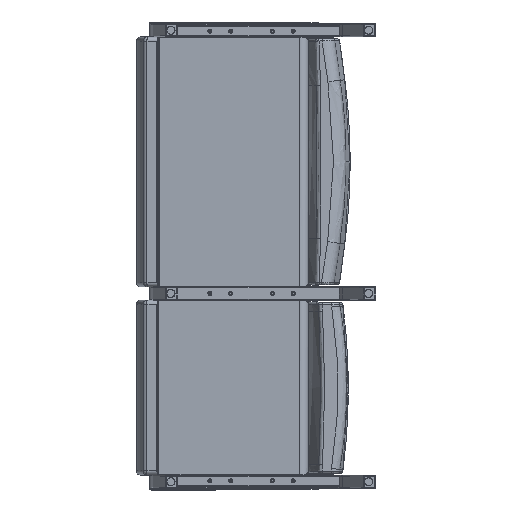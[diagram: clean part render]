
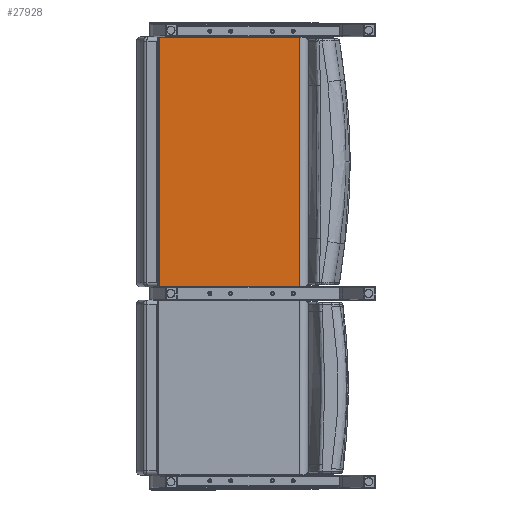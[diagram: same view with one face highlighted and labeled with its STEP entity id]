
A CAD part, front view. The second image highlights one B-rep face of the part: STEP entity #27928.
In plain terms, the highlighted face is planar.
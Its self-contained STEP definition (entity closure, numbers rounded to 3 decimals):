
#3143=PLANE('',#31108);
#5150=LINE('',#109423,#6802);
#5166=LINE('',#109557,#6818);
#5172=LINE('',#109644,#6824);
#5173=LINE('',#109646,#6825);
#6802=VECTOR('',#38559,0.394);
#6818=VECTOR('',#38635,0.394);
#6824=VECTOR('',#38697,0.394);
#6825=VECTOR('',#38700,0.394);
#9105=FACE_OUTER_BOUND('',#11191,.T.);
#11191=EDGE_LOOP('',(#25571,#25572,#25573,#25574));
#14882=VERTEX_POINT('',#109411);
#14883=VERTEX_POINT('',#109422);
#14907=VERTEX_POINT('',#109545);
#14908=VERTEX_POINT('',#109556);
#18437=EDGE_CURVE('',#14882,#14883,#5150,.T.);
#18476=EDGE_CURVE('',#14907,#14908,#5166,.T.);
#18501=EDGE_CURVE('',#14907,#14883,#5172,.T.);
#18502=EDGE_CURVE('',#14908,#14882,#5173,.T.);
#25571=ORIENTED_EDGE('',*,*,#18437,.F.);
#25572=ORIENTED_EDGE('',*,*,#18502,.F.);
#25573=ORIENTED_EDGE('',*,*,#18476,.F.);
#25574=ORIENTED_EDGE('',*,*,#18501,.T.);
#27928=ADVANCED_FACE('',(#9105),#3143,.T.);
#31108=AXIS2_PLACEMENT_3D('',#109645,#38698,#38699);
#38559=DIRECTION('',(1.,0.,0.));
#38635=DIRECTION('',(-1.,0.,0.));
#38697=DIRECTION('',(0.,0.,1.));
#38698=DIRECTION('center_axis',(0.,-1.,0.));
#38699=DIRECTION('ref_axis',(1.,0.,0.));
#38700=DIRECTION('',(0.,0.,1.));
#109411=CARTESIAN_POINT('',(-12.083,0.797,29.966));
#109422=CARTESIAN_POINT('',(4.791,0.797,29.966));
#109423=CARTESIAN_POINT('',(-9.146,0.797,29.966));
#109545=CARTESIAN_POINT('',(4.791,0.797,0.034));
#109556=CARTESIAN_POINT('',(-12.083,0.797,0.034));
#109557=CARTESIAN_POINT('',(-9.146,0.797,0.034));
#109644=CARTESIAN_POINT('',(4.791,0.797,0.));
#109645=CARTESIAN_POINT('Origin',(-12.083,0.797,0.));
#109646=CARTESIAN_POINT('',(-12.083,0.797,0.));
